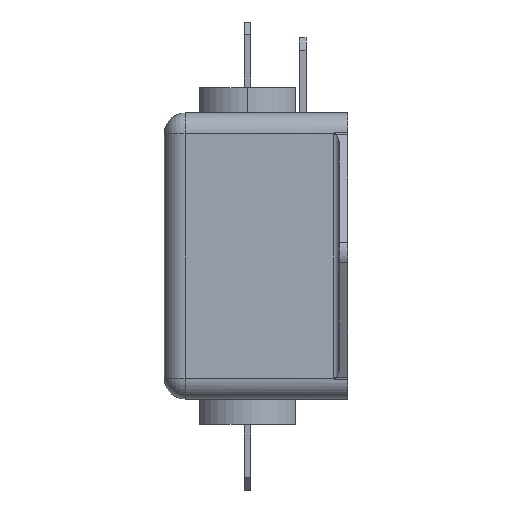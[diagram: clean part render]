
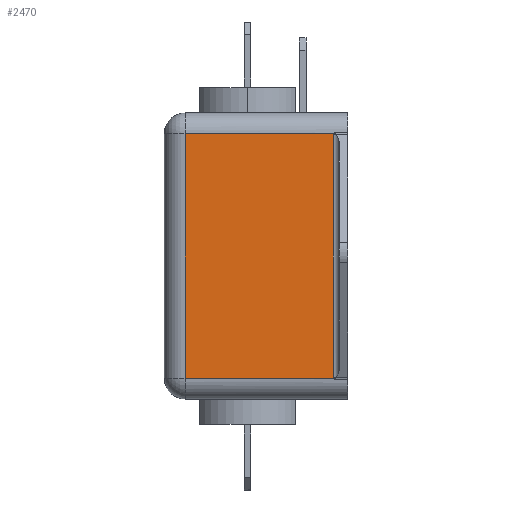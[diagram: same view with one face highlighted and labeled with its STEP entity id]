
A CAD part, left-side view. The second image highlights one B-rep face of the part: STEP entity #2470.
In plain terms, the highlighted planar face has unit normal (-1, 0, 0).
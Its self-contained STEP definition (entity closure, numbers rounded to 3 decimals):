
#227 = CARTESIAN_POINT ( 'NONE',  ( -23., 19.5, -17.15 ) ) ;
#270 = AXIS2_PLACEMENT_3D ( 'NONE', #497, #2979, #860 ) ;
#277 = EDGE_CURVE ( 'NONE', #3439, #3433, #2973, .T. ) ;
#381 = LINE ( 'NONE', #1988, #3309 ) ;
#488 = DIRECTION ( 'NONE',  ( 0., 1., 0. ) ) ;
#497 = CARTESIAN_POINT ( 'NONE',  ( -23., 22., 17.15 ) ) ;
#688 = LINE ( 'NONE', #227, #3167 ) ;
#787 = VERTEX_POINT ( 'NONE', #1205 ) ;
#810 = VERTEX_POINT ( 'NONE', #4149 ) ;
#860 = DIRECTION ( 'NONE',  ( 0., 0., 1. ) ) ;
#1087 = EDGE_CURVE ( 'NONE', #3433, #787, #688, .T. ) ;
#1205 = CARTESIAN_POINT ( 'NONE',  ( -23., 19.5, -14.65 ) ) ;
#1271 = DIRECTION ( 'NONE',  ( 0., 0., 1. ) ) ;
#1330 = DIRECTION ( 'NONE',  ( 0., 0., -1. ) ) ;
#1574 = PLANE ( 'NONE',  #270 ) ;
#1790 = CARTESIAN_POINT ( 'NONE',  ( -23., 22., -14.65 ) ) ;
#1806 = DIRECTION ( 'NONE',  ( 0., -1., 0. ) ) ;
#1886 = EDGE_LOOP ( 'NONE', ( #4465, #2605, #4101, #4225 ) ) ;
#1988 = CARTESIAN_POINT ( 'NONE',  ( -23., 1.75, 17.15 ) ) ;
#2003 = CARTESIAN_POINT ( 'NONE',  ( -23., 19.5, 14.65 ) ) ;
#2128 = VECTOR ( 'NONE', #1806, 1000. ) ;
#2470 = ADVANCED_FACE ( 'NONE', ( #3988 ), #1574, .T. ) ;
#2605 = ORIENTED_EDGE ( 'NONE', *, *, #3396, .T. ) ;
#2624 = CARTESIAN_POINT ( 'NONE',  ( -23., 22., 14.65 ) ) ;
#2866 = VECTOR ( 'NONE', #488, 1000. ) ;
#2973 = LINE ( 'NONE', #2624, #2866 ) ;
#2979 = DIRECTION ( 'NONE',  ( -1., 0., 0. ) ) ;
#3167 = VECTOR ( 'NONE', #1330, 1000. ) ;
#3309 = VECTOR ( 'NONE', #1271, 1000. ) ;
#3396 = EDGE_CURVE ( 'NONE', #810, #3439, #381, .T. ) ;
#3433 = VERTEX_POINT ( 'NONE', #2003 ) ;
#3439 = VERTEX_POINT ( 'NONE', #4395 ) ;
#3684 = EDGE_CURVE ( 'NONE', #787, #810, #3939, .T. ) ;
#3939 = LINE ( 'NONE', #1790, #2128 ) ;
#3988 = FACE_OUTER_BOUND ( 'NONE', #1886, .T. ) ;
#4101 = ORIENTED_EDGE ( 'NONE', *, *, #277, .T. ) ;
#4149 = CARTESIAN_POINT ( 'NONE',  ( -23., 1.75, -14.65 ) ) ;
#4225 = ORIENTED_EDGE ( 'NONE', *, *, #1087, .T. ) ;
#4395 = CARTESIAN_POINT ( 'NONE',  ( -23., 1.75, 14.65 ) ) ;
#4465 = ORIENTED_EDGE ( 'NONE', *, *, #3684, .T. ) ;
